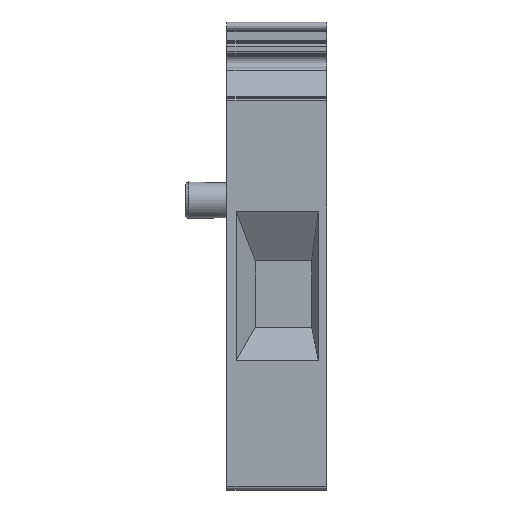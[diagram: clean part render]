
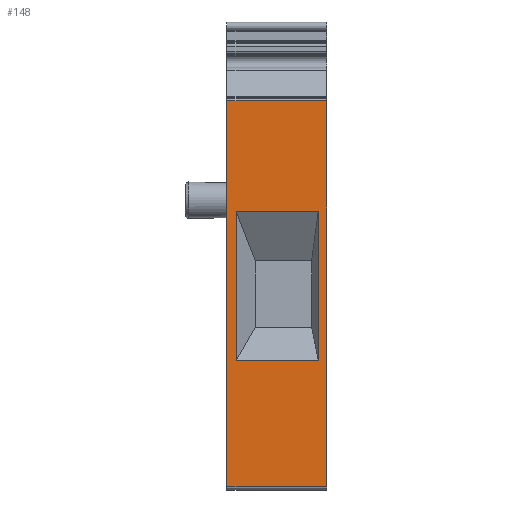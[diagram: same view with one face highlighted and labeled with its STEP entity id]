
A CAD part, left-side view. The second image highlights one B-rep face of the part: STEP entity #148.
In plain terms, the highlighted planar face has unit normal (-1, 0, 0).
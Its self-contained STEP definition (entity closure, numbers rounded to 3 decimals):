
#148 = ADVANCED_FACE( '', ( #368, #369 ), #370, .F. );
#368 = FACE_BOUND( '', #669, .T. );
#369 = FACE_OUTER_BOUND( '', #670, .T. );
#370 = PLANE( '', #671 );
#669 = EDGE_LOOP( '', ( #1035, #1036, #1037, #1038 ) );
#670 = EDGE_LOOP( '', ( #1039, #1040, #1041, #1042 ) );
#671 = AXIS2_PLACEMENT_3D( '', #1043, #1044, #1045 );
#1035 = ORIENTED_EDGE( '', *, *, #1816, .T. );
#1036 = ORIENTED_EDGE( '', *, *, #1817, .T. );
#1037 = ORIENTED_EDGE( '', *, *, #1818, .T. );
#1038 = ORIENTED_EDGE( '', *, *, #1751, .T. );
#1039 = ORIENTED_EDGE( '', *, *, #1819, .T. );
#1040 = ORIENTED_EDGE( '', *, *, #1820, .F. );
#1041 = ORIENTED_EDGE( '', *, *, #1821, .F. );
#1042 = ORIENTED_EDGE( '', *, *, #1822, .T. );
#1043 = CARTESIAN_POINT( '', ( -13.5, 6., -13.897 ) );
#1044 = DIRECTION( '', ( 1., 0., 0. ) );
#1045 = DIRECTION( '', ( 0., 0., -1. ) );
#1751 = EDGE_CURVE( '', #2081, #2078, #2082, .F. );
#1816 = EDGE_CURVE( '', #2078, #2192, #2193, .F. );
#1817 = EDGE_CURVE( '', #2192, #2194, #2195, .F. );
#1818 = EDGE_CURVE( '', #2194, #2081, #2196, .F. );
#1819 = EDGE_CURVE( '', #2197, #2198, #2199, .T. );
#1820 = EDGE_CURVE( '', #2200, #2198, #2201, .T. );
#1821 = EDGE_CURVE( '', #2202, #2200, #2203, .T. );
#1822 = EDGE_CURVE( '', #2202, #2197, #2204, .T. );
#2078 = VERTEX_POINT( '', #2566 );
#2081 = VERTEX_POINT( '', #2570 );
#2082 = LINE( '', #2571, #2572 );
#2192 = VERTEX_POINT( '', #2711 );
#2193 = LINE( '', #2712, #2713 );
#2194 = VERTEX_POINT( '', #2714 );
#2195 = LINE( '', #2715, #2716 );
#2196 = LINE( '', #2717, #2718 );
#2197 = VERTEX_POINT( '', #2719 );
#2198 = VERTEX_POINT( '', #2720 );
#2199 = LINE( '', #2721, #2722 );
#2200 = VERTEX_POINT( '', #2723 );
#2201 = LINE( '', #2724, #2725 );
#2202 = VERTEX_POINT( '', #2726 );
#2203 = LINE( '', #2727, #2728 );
#2204 = LINE( '', #2729, #2730 );
#2566 = CARTESIAN_POINT( '', ( -13.5, 0.5, -6.297 ) );
#2570 = CARTESIAN_POINT( '', ( -13.5, 0.5, 2.703 ) );
#2571 = CARTESIAN_POINT( '', ( -13.5, 0.5, -6.297 ) );
#2572 = VECTOR( '', #3189, 1000. );
#2711 = CARTESIAN_POINT( '', ( -13.5, 5.45, -6.297 ) );
#2712 = CARTESIAN_POINT( '', ( -13.5, 5.45, -6.297 ) );
#2713 = VECTOR( '', #3279, 1000. );
#2714 = CARTESIAN_POINT( '', ( -13.5, 5.45, 2.703 ) );
#2715 = CARTESIAN_POINT( '', ( -13.5, 5.45, 2.703 ) );
#2716 = VECTOR( '', #3280, 1000. );
#2717 = CARTESIAN_POINT( '', ( -13.5, 0.5, 2.703 ) );
#2718 = VECTOR( '', #3281, 1000. );
#2719 = CARTESIAN_POINT( '', ( -13.5, 0., -13.897 ) );
#2720 = CARTESIAN_POINT( '', ( -13.5, 0., 9.354 ) );
#2721 = CARTESIAN_POINT( '', ( -13.5, 0., -13.897 ) );
#2722 = VECTOR( '', #3282, 1000. );
#2723 = CARTESIAN_POINT( '', ( -13.5, 6., 9.354 ) );
#2724 = CARTESIAN_POINT( '', ( -13.5, 6., 9.354 ) );
#2725 = VECTOR( '', #3283, 1000. );
#2726 = CARTESIAN_POINT( '', ( -13.5, 6., -13.897 ) );
#2727 = CARTESIAN_POINT( '', ( -13.5, 6., -13.897 ) );
#2728 = VECTOR( '', #3284, 1000. );
#2729 = CARTESIAN_POINT( '', ( -13.5, 6., -13.897 ) );
#2730 = VECTOR( '', #3285, 1000. );
#3189 = DIRECTION( '', ( 0., 0., 1. ) );
#3279 = DIRECTION( '', ( 0., -1., 0. ) );
#3280 = DIRECTION( '', ( 0., 0., -1. ) );
#3281 = DIRECTION( '', ( 0., 1., 0. ) );
#3282 = DIRECTION( '', ( 0., 0., 1. ) );
#3283 = DIRECTION( '', ( 0., -1., 0. ) );
#3284 = DIRECTION( '', ( 0., 0., 1. ) );
#3285 = DIRECTION( '', ( 0., -1., 0. ) );
